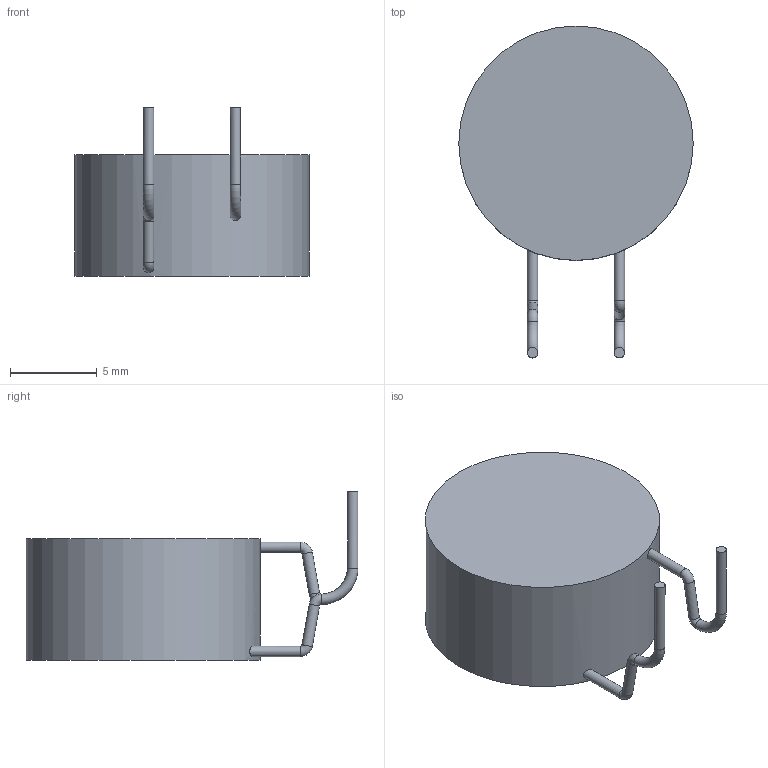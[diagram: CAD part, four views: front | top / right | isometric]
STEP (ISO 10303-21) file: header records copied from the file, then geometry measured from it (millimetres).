
FILE_DESCRIPTION(/* description */ ('STEP AP242','CAx-IF Rec.Pracs.---Representation and Presentation of Product Manufacturing Information (PMI)---4.0---2014-10-13','CAx-IF Rec.Pracs.---3D Tessellated Geometry---0.4---2014-09-14','2;1'),/* implementation_level */ '2;1');
FILE_NAME(/* name */ '670f81e314e0fe18d3ddeec4',/* time_stamp */ '2024-10-16T09:05:40Z',/* author */ (''),/* organization */ (''),/* preprocessor_version */ 'ST-DEVELOPER v20',/* originating_system */ ' ',/* authorisation */ ' ');
FILE_SCHEMA (('AP242_MANAGED_MODEL_BASED_3D_ENGINEERING_MIM_LF { 1 0 10303 442 1 1 4 }'));
Length unit declared in the file: metre
Products named in the file (1): PTCEL13RxxxxE pitch 5mm
Bounding box: 13.5 x 19.12 x 9.69 mm (x, y, z)
Volume: 1009.6 mm3; surface area: 634 mm2
Topology: 1 solids, 1 shells, 17 faces, 31 edges, 18 vertices
Faces by surface type: cylinder 7, torus 6, plane 4
Full cylindrical faces by diameter (mm): 0.6 x6, 13.5 x1
Entity records: 374 total; most frequent: CARTESIAN_POINT 80, DIRECTION 60, ORIENTED_EDGE 32, EDGE_LOOP 32, FACE_BOUND 32, AXIS2_PLACEMENT_3D 30, ADVANCED_FACE 17, EDGE_CURVE 16
